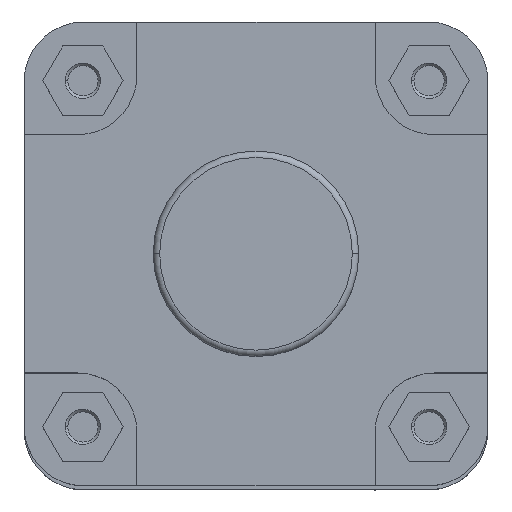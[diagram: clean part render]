
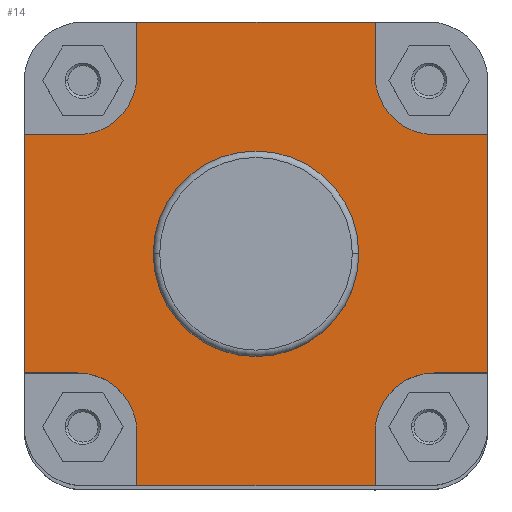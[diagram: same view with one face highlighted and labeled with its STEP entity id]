
A CAD part, top view. The second image highlights one B-rep face of the part: STEP entity #14.
In plain terms, the highlighted planar face has unit normal (0, 0, 1).
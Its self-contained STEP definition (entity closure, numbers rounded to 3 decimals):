
#14 = ADVANCED_FACE ( 'NONE', ( #4320, #4314 ), #5467, .F. ) ;
#441 = VECTOR ( 'NONE', #2231, 1000. ) ;
#443 = LINE ( 'NONE', #2237, #449 ) ;
#449 = VECTOR ( 'NONE', #2240, 1000. ) ;
#455 = LINE ( 'NONE', #2245, #456 ) ;
#456 = VECTOR ( 'NONE', #2246, 1000. ) ;
#465 = LINE ( 'NONE', #2296, #494 ) ;
#494 = VECTOR ( 'NONE', #2297, 1000. ) ;
#497 = VECTOR ( 'NONE', #2316, 1000. ) ;
#505 = LINE ( 'NONE', #2315, #497 ) ;
#506 = CIRCLE ( 'NONE', #3484, 23. ) ;
#509 = LINE ( 'NONE', #2309, #515 ) ;
#511 = LINE ( 'NONE', #2317, #512 ) ;
#512 = VECTOR ( 'NONE', #2318, 1000. ) ;
#513 = LINE ( 'NONE', #2320, #514 ) ;
#514 = VECTOR ( 'NONE', #2321, 1000. ) ;
#515 = VECTOR ( 'NONE', #2323, 1000. ) ;
#519 = CIRCLE ( 'NONE', #3482, 23. ) ;
#526 = VECTOR ( 'NONE', #2347, 1000. ) ;
#529 = LINE ( 'NONE', #2346, #526 ) ;
#533 = CIRCLE ( 'NONE', #3489, 23. ) ;
#538 = LINE ( 'NONE', #2352, #539 ) ;
#539 = VECTOR ( 'NONE', #2353, 1000. ) ;
#547 = CIRCLE ( 'NONE', #3488, 23. ) ;
#548 = LINE ( 'NONE', #2383, #566 ) ;
#560 = LINE ( 'NONE', #2379, #561 ) ;
#561 = VECTOR ( 'NONE', #2380, 1000. ) ;
#566 = VECTOR ( 'NONE', #2385, 1000. ) ;
#749 = CIRCLE ( 'NONE', #3556, 39.9 ) ;
#2204 = CARTESIAN_POINT ( 'NONE',  ( 0., 0., -10. ) ) ;
#2205 = DIRECTION ( 'NONE',  ( 0., 0., 1. ) ) ;
#2206 = DIRECTION ( 'NONE',  ( 1., 0., 0. ) ) ;
#2228 = CARTESIAN_POINT ( 'NONE',  ( -90., -46.25, -10. ) ) ;
#2231 = DIRECTION ( 'NONE',  ( -1., 0., 0. ) ) ;
#2237 = CARTESIAN_POINT ( 'NONE',  ( 69.25, -46.25, -10. ) ) ;
#2240 = DIRECTION ( 'NONE',  ( -1., 0., 0. ) ) ;
#2245 = CARTESIAN_POINT ( 'NONE',  ( -46.25, -69.25, -10. ) ) ;
#2246 = DIRECTION ( 'NONE',  ( 0., 1., 0. ) ) ;
#2295 = CARTESIAN_POINT ( 'NONE',  ( -69.25, 69.25, -10. ) ) ;
#2296 = CARTESIAN_POINT ( 'NONE',  ( -90., -198.141, -10. ) ) ;
#2297 = DIRECTION ( 'NONE',  ( 0., -1., 0. ) ) ;
#2307 = DIRECTION ( 'NONE',  ( 0., 0., 1. ) ) ;
#2308 = DIRECTION ( 'NONE',  ( -1., 0., 0. ) ) ;
#2309 = CARTESIAN_POINT ( 'NONE',  ( -46.25, 90., -10. ) ) ;
#2315 = CARTESIAN_POINT ( 'NONE',  ( 0., 90., -10. ) ) ;
#2316 = DIRECTION ( 'NONE',  ( 1., 0., 0. ) ) ;
#2317 = CARTESIAN_POINT ( 'NONE',  ( 46.25, 69.25, -10. ) ) ;
#2318 = DIRECTION ( 'NONE',  ( 0., -1., 0. ) ) ;
#2320 = CARTESIAN_POINT ( 'NONE',  ( -69.25, 46.25, -10. ) ) ;
#2321 = DIRECTION ( 'NONE',  ( 1., 0., 0. ) ) ;
#2322 = CARTESIAN_POINT ( 'NONE',  ( 69.25, 69.25, -10. ) ) ;
#2323 = DIRECTION ( 'NONE',  ( 0., 1., 0. ) ) ;
#2325 = DIRECTION ( 'NONE',  ( 0., 0., 1. ) ) ;
#2326 = DIRECTION ( 'NONE',  ( -1., 0., 0. ) ) ;
#2342 = CARTESIAN_POINT ( 'NONE',  ( 69.25, -69.25, -10. ) ) ;
#2344 = DIRECTION ( 'NONE',  ( 0., 0., 1. ) ) ;
#2345 = DIRECTION ( 'NONE',  ( -1., 0., 0. ) ) ;
#2346 = CARTESIAN_POINT ( 'NONE',  ( 90., 46.25, -10. ) ) ;
#2347 = DIRECTION ( 'NONE',  ( 1., 0., 0. ) ) ;
#2352 = CARTESIAN_POINT ( 'NONE',  ( 46.25, -90., -10. ) ) ;
#2353 = DIRECTION ( 'NONE',  ( 0., -1., 0. ) ) ;
#2360 = CARTESIAN_POINT ( 'NONE',  ( -69.25, -69.25, -10. ) ) ;
#2361 = DIRECTION ( 'NONE',  ( 0., 0., 1. ) ) ;
#2362 = DIRECTION ( 'NONE',  ( -1., 0., 0. ) ) ;
#2379 = CARTESIAN_POINT ( 'NONE',  ( 0., -90., -10. ) ) ;
#2380 = DIRECTION ( 'NONE',  ( 1., 0., 0. ) ) ;
#2383 = CARTESIAN_POINT ( 'NONE',  ( 90., -198.141, -10. ) ) ;
#2385 = DIRECTION ( 'NONE',  ( 0., -1., 0. ) ) ;
#2725 = EDGE_CURVE ( 'NONE', #5093, #5091, #4761, .T. ) ;
#2736 = EDGE_CURVE ( 'NONE', #5167, #5166, #4771, .T. ) ;
#2740 = EDGE_CURVE ( 'NONE', #5173, #5172, #443, .T. ) ;
#2743 = EDGE_CURVE ( 'NONE', #5169, #5168, #455, .T. ) ;
#2766 = EDGE_CURVE ( 'NONE', #5165, #5166, #465, .T. ) ;
#2771 = EDGE_CURVE ( 'NONE', #5180, #5179, #506, .T. ) ;
#2774 = EDGE_CURVE ( 'NONE', #5178, #5177, #505, .T. ) ;
#2775 = EDGE_CURVE ( 'NONE', #5177, #5176, #511, .T. ) ;
#2776 = EDGE_CURVE ( 'NONE', #5165, #5180, #513, .T. ) ;
#2777 = EDGE_CURVE ( 'NONE', #5179, #5178, #509, .T. ) ;
#2778 = EDGE_CURVE ( 'NONE', #5176, #5175, #519, .T. ) ;
#2787 = EDGE_CURVE ( 'NONE', #5172, #5171, #533, .T. ) ;
#2788 = EDGE_CURVE ( 'NONE', #5175, #5174, #529, .T. ) ;
#2791 = EDGE_CURVE ( 'NONE', #5171, #5170, #538, .T. ) ;
#2795 = EDGE_CURVE ( 'NONE', #5168, #5167, #547, .T. ) ;
#2803 = EDGE_CURVE ( 'NONE', #5169, #5170, #560, .T. ) ;
#2806 = EDGE_CURVE ( 'NONE', #5174, #5173, #548, .T. ) ;
#2930 = EDGE_CURVE ( 'NONE', #5091, #5093, #749, .T. ) ;
#3251 = AXIS2_PLACEMENT_3D ( 'NONE', #5453, #5468, #5469 ) ;
#3472 = AXIS2_PLACEMENT_3D ( 'NONE', #2204, #2205, #2206 ) ;
#3482 = AXIS2_PLACEMENT_3D ( 'NONE', #2322, #2325, #2326 ) ;
#3484 = AXIS2_PLACEMENT_3D ( 'NONE', #2295, #2307, #2308 ) ;
#3488 = AXIS2_PLACEMENT_3D ( 'NONE', #2360, #2361, #2362 ) ;
#3489 = AXIS2_PLACEMENT_3D ( 'NONE', #2342, #2344, #2345 ) ;
#3556 = AXIS2_PLACEMENT_3D ( 'NONE', #5698, #5707, #5708 ) ;
#3722 = ORIENTED_EDGE ( 'NONE', *, *, #2776, .F. ) ;
#3723 = ORIENTED_EDGE ( 'NONE', *, *, #2771, .F. ) ;
#3724 = ORIENTED_EDGE ( 'NONE', *, *, #2777, .F. ) ;
#3725 = ORIENTED_EDGE ( 'NONE', *, *, #2774, .F. ) ;
#3726 = ORIENTED_EDGE ( 'NONE', *, *, #2775, .F. ) ;
#3727 = ORIENTED_EDGE ( 'NONE', *, *, #2778, .F. ) ;
#3728 = ORIENTED_EDGE ( 'NONE', *, *, #2788, .F. ) ;
#3729 = ORIENTED_EDGE ( 'NONE', *, *, #2806, .F. ) ;
#3730 = ORIENTED_EDGE ( 'NONE', *, *, #2740, .F. ) ;
#3731 = ORIENTED_EDGE ( 'NONE', *, *, #2787, .F. ) ;
#3732 = ORIENTED_EDGE ( 'NONE', *, *, #2791, .F. ) ;
#3733 = ORIENTED_EDGE ( 'NONE', *, *, #2803, .T. ) ;
#3734 = ORIENTED_EDGE ( 'NONE', *, *, #2743, .F. ) ;
#3735 = ORIENTED_EDGE ( 'NONE', *, *, #2795, .F. ) ;
#3736 = ORIENTED_EDGE ( 'NONE', *, *, #2736, .F. ) ;
#3737 = ORIENTED_EDGE ( 'NONE', *, *, #2766, .T. ) ;
#3738 = ORIENTED_EDGE ( 'NONE', *, *, #2725, .F. ) ;
#3739 = ORIENTED_EDGE ( 'NONE', *, *, #2930, .F. ) ;
#4113 = EDGE_LOOP ( 'NONE', ( #3739, #3738 ) ) ;
#4121 = EDGE_LOOP ( 'NONE', ( #3737, #3736, #3735, #3734, #3733, #3732, #3731, #3730, #3729, #3728, #3727, #3726, #3725, #3724, #3723, #3722 ) ) ;
#4314 = FACE_OUTER_BOUND ( 'NONE', #4121, .T. ) ;
#4320 = FACE_BOUND ( 'NONE', #4113, .T. ) ;
#4761 = CIRCLE ( 'NONE', #3472, 39.9 ) ;
#4771 = LINE ( 'NONE', #2228, #441 ) ;
#5091 = VERTEX_POINT ( 'NONE', #6610 ) ;
#5093 = VERTEX_POINT ( 'NONE', #6600 ) ;
#5165 = VERTEX_POINT ( 'NONE', #6673 ) ;
#5166 = VERTEX_POINT ( 'NONE', #6674 ) ;
#5167 = VERTEX_POINT ( 'NONE', #6675 ) ;
#5168 = VERTEX_POINT ( 'NONE', #6676 ) ;
#5169 = VERTEX_POINT ( 'NONE', #6677 ) ;
#5170 = VERTEX_POINT ( 'NONE', #6678 ) ;
#5171 = VERTEX_POINT ( 'NONE', #6679 ) ;
#5172 = VERTEX_POINT ( 'NONE', #6680 ) ;
#5173 = VERTEX_POINT ( 'NONE', #6681 ) ;
#5174 = VERTEX_POINT ( 'NONE', #6682 ) ;
#5175 = VERTEX_POINT ( 'NONE', #6683 ) ;
#5176 = VERTEX_POINT ( 'NONE', #6684 ) ;
#5177 = VERTEX_POINT ( 'NONE', #6685 ) ;
#5178 = VERTEX_POINT ( 'NONE', #6686 ) ;
#5179 = VERTEX_POINT ( 'NONE', #6687 ) ;
#5180 = VERTEX_POINT ( 'NONE', #6688 ) ;
#5453 = CARTESIAN_POINT ( 'NONE',  ( 0., 39.9, -10. ) ) ;
#5467 = PLANE ( 'NONE',  #3251 ) ;
#5468 = DIRECTION ( 'NONE',  ( 0., 0., -1. ) ) ;
#5469 = DIRECTION ( 'NONE',  ( -1., 0., 0. ) ) ;
#5698 = CARTESIAN_POINT ( 'NONE',  ( 0., 0., -10. ) ) ;
#5707 = DIRECTION ( 'NONE',  ( 0., 0., 1. ) ) ;
#5708 = DIRECTION ( 'NONE',  ( 1., 0., 0. ) ) ;
#6600 = CARTESIAN_POINT ( 'NONE',  ( -39.9, 0., -10. ) ) ;
#6610 = CARTESIAN_POINT ( 'NONE',  ( 39.9, 0., -10. ) ) ;
#6673 = CARTESIAN_POINT ( 'NONE',  ( -90., 46.25, -10. ) ) ;
#6674 = CARTESIAN_POINT ( 'NONE',  ( -90., -46.25, -10. ) ) ;
#6675 = CARTESIAN_POINT ( 'NONE',  ( -69.25, -46.25, -10. ) ) ;
#6676 = CARTESIAN_POINT ( 'NONE',  ( -46.25, -69.25, -10. ) ) ;
#6677 = CARTESIAN_POINT ( 'NONE',  ( -46.25, -90., -10. ) ) ;
#6678 = CARTESIAN_POINT ( 'NONE',  ( 46.25, -90., -10. ) ) ;
#6679 = CARTESIAN_POINT ( 'NONE',  ( 46.25, -69.25, -10. ) ) ;
#6680 = CARTESIAN_POINT ( 'NONE',  ( 69.25, -46.25, -10. ) ) ;
#6681 = CARTESIAN_POINT ( 'NONE',  ( 90., -46.25, -10. ) ) ;
#6682 = CARTESIAN_POINT ( 'NONE',  ( 90., 46.25, -10. ) ) ;
#6683 = CARTESIAN_POINT ( 'NONE',  ( 69.25, 46.25, -10. ) ) ;
#6684 = CARTESIAN_POINT ( 'NONE',  ( 46.25, 69.25, -10. ) ) ;
#6685 = CARTESIAN_POINT ( 'NONE',  ( 46.25, 90., -10. ) ) ;
#6686 = CARTESIAN_POINT ( 'NONE',  ( -46.25, 90., -10. ) ) ;
#6687 = CARTESIAN_POINT ( 'NONE',  ( -46.25, 69.25, -10. ) ) ;
#6688 = CARTESIAN_POINT ( 'NONE',  ( -69.25, 46.25, -10. ) ) ;
